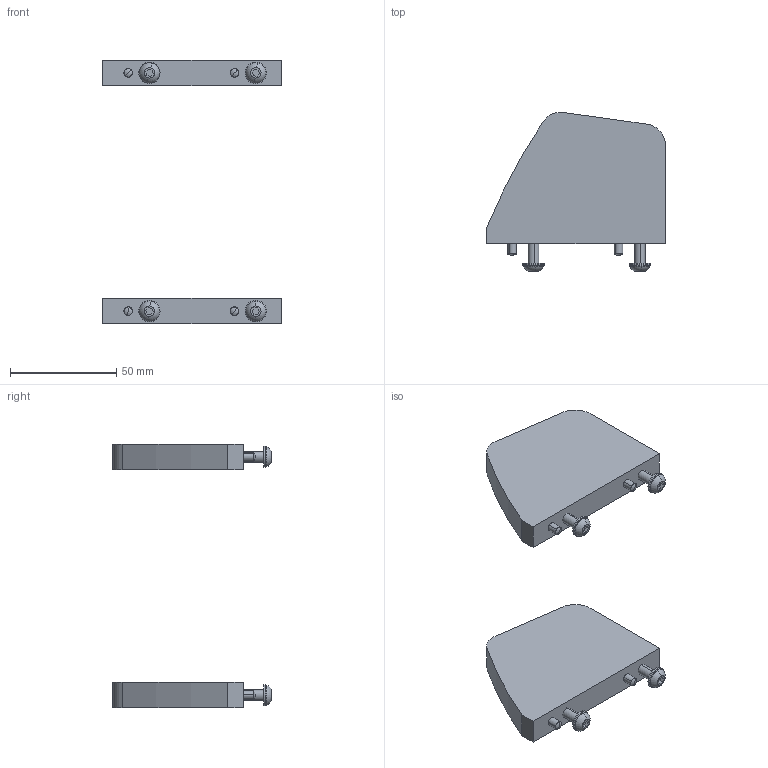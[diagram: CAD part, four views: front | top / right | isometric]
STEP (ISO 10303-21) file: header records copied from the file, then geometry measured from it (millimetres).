
FILE_DESCRIPTION (( 'STEP AP214' ), '1' );
FILE_NAME ('54753~0.STEP', '2018-03-14T09:44:56', ( '' ), ( '' ), 'SwSTEP 2.0', 'SolidWorks 2016', '' );
FILE_SCHEMA (( 'AUTOMOTIVE_DESIGN' ));
Length unit declared in the file: millimetre
Products named in the file (6): 54753~0; DIN6325~n_04,0m6x016; 43493~1_KUNDE<S>; DIN125~n_05,3 M05,0 Fase; ISO7380~n_M05,0x020; 43494~1_KUNDE<S>
Assembly tree (14 placements, depth 2):
  54753~0
    43493~1_KUNDE<S>
    43494~1_KUNDE<S>
    DIN6325~n_04,0m6x016  x4
    DIN125~n_05,3 M05,0 Fase  x4
    ISO7380~n_M05,0x020  x4
Bounding box: 84 x 74.75 x 124 mm (x, y, z)
Volume: 103896.4 mm3; surface area: 27996.4 mm2
Topology: 14 solids, 14 shells, 190 faces, 410 edges, 252 vertices
Faces by surface type: plane 64, cylinder 62, cone 40, sphere 16, torus 8
Entity records: 2688 total; most frequent: DIRECTION 464, CARTESIAN_POINT 394, ORIENTED_EDGE 356, AXIS2_PLACEMENT_3D 184, EDGE_CURVE 178, VERTEX_POINT 114, EDGE_LOOP 98, LINE 96
